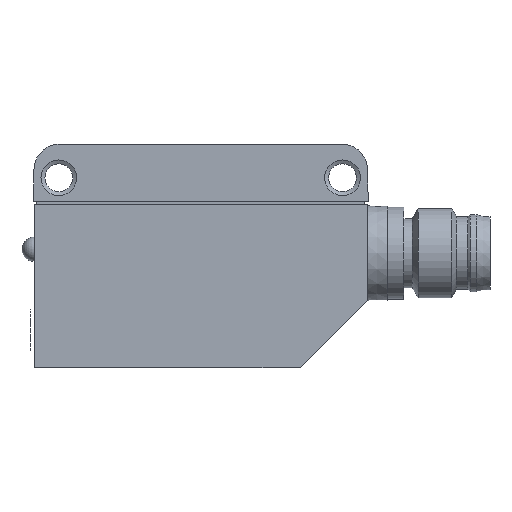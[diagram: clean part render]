
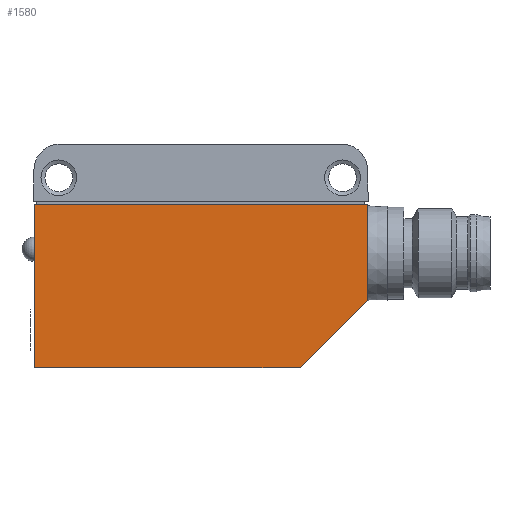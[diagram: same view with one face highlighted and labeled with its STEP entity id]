
A CAD part, left-side view. The second image highlights one B-rep face of the part: STEP entity #1580.
In plain terms, the highlighted planar face has unit normal (-1, 0, -0.009).
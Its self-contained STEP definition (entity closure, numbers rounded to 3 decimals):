
#86=PLANE('',#1762);
#180=LINE('',#2645,#291);
#182=LINE('',#2650,#293);
#185=LINE('',#2660,#296);
#188=LINE('',#2666,#299);
#194=LINE('',#2691,#305);
#291=VECTOR('',#2146,1.);
#293=VECTOR('',#2152,1.);
#296=VECTOR('',#2163,1.);
#299=VECTOR('',#2170,1.);
#305=VECTOR('',#2200,29.4);
#404=FACE_OUTER_BOUND('',#502,.T.);
#502=EDGE_LOOP('',(#1339,#1340,#1341,#1342,#1343));
#739=VERTEX_POINT('',#2642);
#740=VERTEX_POINT('',#2644);
#741=VERTEX_POINT('',#2649);
#744=VERTEX_POINT('',#2659);
#745=VERTEX_POINT('',#2665);
#939=EDGE_CURVE('',#739,#740,#180,.T.);
#941=EDGE_CURVE('',#741,#740,#182,.T.);
#946=EDGE_CURVE('',#744,#741,#185,.T.);
#949=EDGE_CURVE('',#744,#745,#188,.T.);
#961=EDGE_CURVE('',#739,#745,#194,.T.);
#1339=ORIENTED_EDGE('',*,*,#941,.T.);
#1340=ORIENTED_EDGE('',*,*,#939,.F.);
#1341=ORIENTED_EDGE('',*,*,#961,.T.);
#1342=ORIENTED_EDGE('',*,*,#949,.F.);
#1343=ORIENTED_EDGE('',*,*,#946,.T.);
#1580=ADVANCED_FACE('',(#404),#86,.T.);
#1762=AXIS2_PLACEMENT_3D('',#2690,#2198,#2199);
#2146=DIRECTION('',(0.009,0.,-1.));
#2152=DIRECTION('',(-0.006,-0.707,0.707));
#2163=DIRECTION('',(0.,-1.,0.));
#2170=DIRECTION('',(-0.009,0.,1.));
#2198=DIRECTION('center_axis',(-1.,0.,-0.009));
#2199=DIRECTION('ref_axis',(-0.009,0.,1.));
#2200=DIRECTION('',(0.,1.,0.));
#2642=CARTESIAN_POINT('',(-5.3,-14.9,-5.5));
#2644=CARTESIAN_POINT('',(-5.225,-14.9,-14.1));
#2645=CARTESIAN_POINT('',(-5.347,-14.9,-0.1));
#2649=CARTESIAN_POINT('',(-5.173,-8.9,-20.1));
#2650=CARTESIAN_POINT('',(-5.095,0.,-29.));
#2659=CARTESIAN_POINT('',(-5.173,14.9,-20.1));
#2660=CARTESIAN_POINT('',(-5.173,0.,-20.1));
#2665=CARTESIAN_POINT('',(-5.3,14.9,-5.5));
#2666=CARTESIAN_POINT('',(-5.347,14.9,-0.1));
#2690=CARTESIAN_POINT('Origin',(-5.3,0.,-5.5));
#2691=CARTESIAN_POINT('',(-5.3,-14.7,-5.5));
